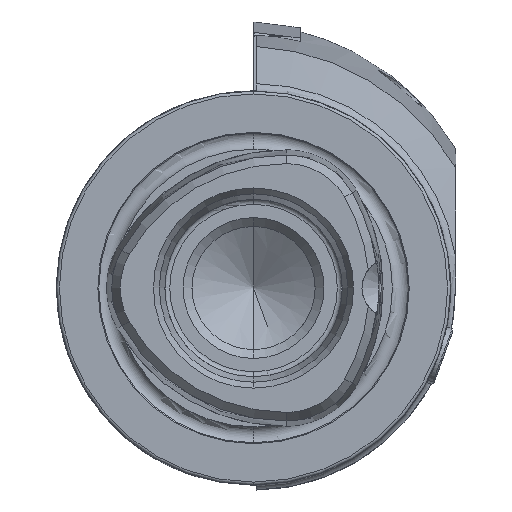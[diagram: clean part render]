
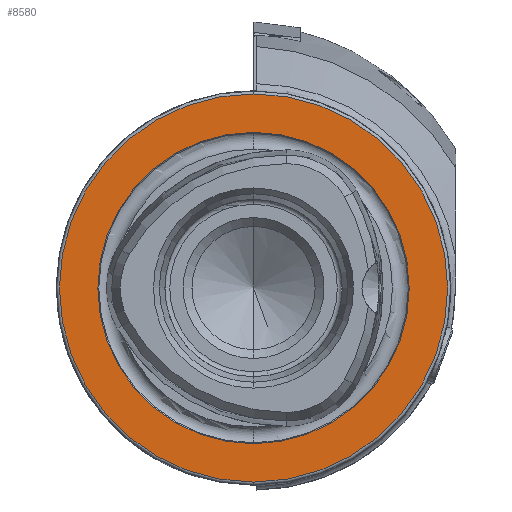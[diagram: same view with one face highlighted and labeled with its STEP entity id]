
A CAD part, left-side view. The second image highlights one B-rep face of the part: STEP entity #8580.
In plain terms, the highlighted planar face has unit normal (-1, 0, 0).
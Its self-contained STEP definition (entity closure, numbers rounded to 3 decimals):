
#23 = EDGE_CURVE ( 'NONE', #434, #436, #4407, .T. ) ;
#36 = EDGE_CURVE ( 'NONE', #438, #439, #4419, .T. ) ;
#434 = VERTEX_POINT ( 'NONE', #4326 ) ;
#436 = VERTEX_POINT ( 'NONE', #4328 ) ;
#438 = VERTEX_POINT ( 'NONE', #4330 ) ;
#439 = VERTEX_POINT ( 'NONE', #3973 ) ;
#1450 = CARTESIAN_POINT ( 'NONE',  ( 0., 15.8, 0. ) ) ;
#1453 = PLANE ( 'NONE',  #2210 ) ;
#1455 = DIRECTION ( 'NONE',  ( 1., 0., 0. ) ) ;
#1456 = DIRECTION ( 'NONE',  ( 0., 0., -1. ) ) ;
#2210 = AXIS2_PLACEMENT_3D ( 'NONE', #1450, #1455, #1456 ) ;
#2286 = AXIS2_PLACEMENT_3D ( 'NONE', #3016, #3017, #3018 ) ;
#2287 = AXIS2_PLACEMENT_3D ( 'NONE', #3019, #3020, #3021 ) ;
#2526 = AXIS2_PLACEMENT_3D ( 'NONE', #5684, #5685, #5686 ) ;
#2534 = AXIS2_PLACEMENT_3D ( 'NONE', #5447, #5448, #5449 ) ;
#3016 = CARTESIAN_POINT ( 'NONE',  ( 0., 0., 0. ) ) ;
#3017 = DIRECTION ( 'NONE',  ( -1., 0., 0. ) ) ;
#3018 = DIRECTION ( 'NONE',  ( 0., 0., 1. ) ) ;
#3019 = CARTESIAN_POINT ( 'NONE',  ( 0., 0., 0. ) ) ;
#3020 = DIRECTION ( 'NONE',  ( -1., 0., 0. ) ) ;
#3021 = DIRECTION ( 'NONE',  ( 0., 0., 1. ) ) ;
#3973 = CARTESIAN_POINT ( 'NONE',  ( 0., 0., -19.7 ) ) ;
#4326 = CARTESIAN_POINT ( 'NONE',  ( 0., 0., -15.8 ) ) ;
#4328 = CARTESIAN_POINT ( 'NONE',  ( 0., 0., 15.8 ) ) ;
#4330 = CARTESIAN_POINT ( 'NONE',  ( 0., 0., 19.7 ) ) ;
#4407 = CIRCLE ( 'NONE', #2526, 15.8 ) ;
#4419 = CIRCLE ( 'NONE', #2534, 19.7 ) ;
#5216 = ORIENTED_EDGE ( 'NONE', *, *, #9549, .F. ) ;
#5217 = ORIENTED_EDGE ( 'NONE', *, *, #23, .F. ) ;
#5218 = ORIENTED_EDGE ( 'NONE', *, *, #36, .T. ) ;
#5219 = ORIENTED_EDGE ( 'NONE', *, *, #9548, .T. ) ;
#5369 = EDGE_LOOP ( 'NONE', ( #5216, #5217 ) ) ;
#5383 = EDGE_LOOP ( 'NONE', ( #5218, #5219 ) ) ;
#5447 = CARTESIAN_POINT ( 'NONE',  ( 0., 0., 0. ) ) ;
#5448 = DIRECTION ( 'NONE',  ( -1., 0., 0. ) ) ;
#5449 = DIRECTION ( 'NONE',  ( 0., 0., 1. ) ) ;
#5684 = CARTESIAN_POINT ( 'NONE',  ( 0., 0., 0. ) ) ;
#5685 = DIRECTION ( 'NONE',  ( -1., 0., 0. ) ) ;
#5686 = DIRECTION ( 'NONE',  ( 0., 0., 1. ) ) ;
#8580 = ADVANCED_FACE ( 'NONE', ( #8721, #8733 ), #1453, .F. ) ;
#8721 = FACE_BOUND ( 'NONE', #5369, .T. ) ;
#8733 = FACE_OUTER_BOUND ( 'NONE', #5383, .T. ) ;
#8975 = CIRCLE ( 'NONE', #2286, 19.7 ) ;
#8977 = CIRCLE ( 'NONE', #2287, 15.8 ) ;
#9548 = EDGE_CURVE ( 'NONE', #439, #438, #8975, .T. ) ;
#9549 = EDGE_CURVE ( 'NONE', #436, #434, #8977, .T. ) ;
